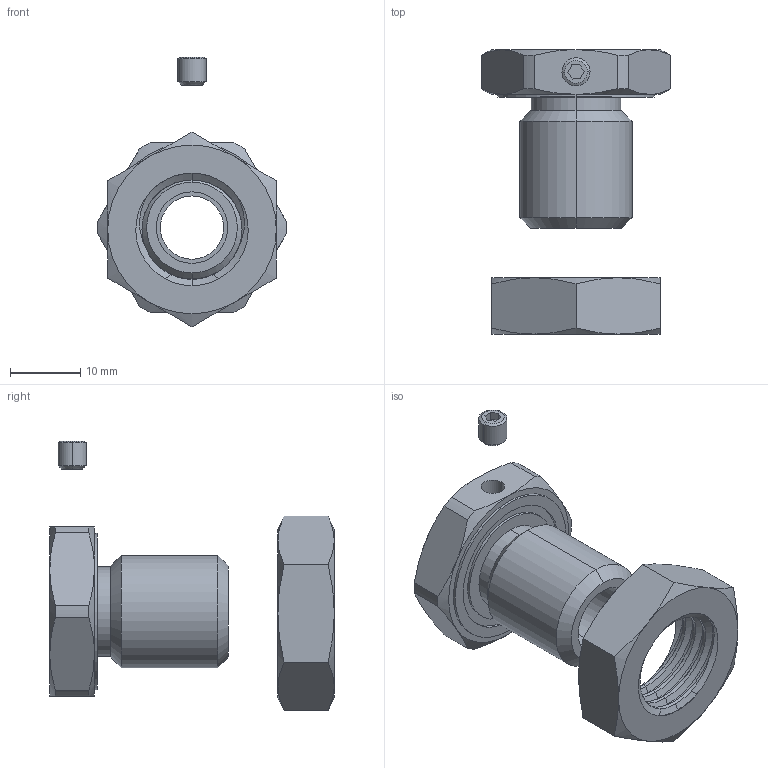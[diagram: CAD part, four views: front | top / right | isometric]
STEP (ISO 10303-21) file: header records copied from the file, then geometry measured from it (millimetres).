
FILE_DESCRIPTION (( 'STEP AP214' ), '1' );
FILE_NAME ('S8013H04.STEP', '2017-01-25T15:17:05', ( '' ), ( '' ), 'SwSTEP 2.0', 'SolidWorks 2016', '' );
FILE_SCHEMA (( 'AUTOMOTIVE_DESIGN' ));
Length unit declared in the file: inch
Products named in the file (4): Socket Set Screw Cup Point_AM_B18.3.6M - M4 x 0.7 x 4 Hex Socket Type I Cup Pt. SS --N; S91NT2915-8; S8013H04-H; S8013H04
Assembly tree (3 placements, depth 2):
  S8013H04
    S8013H04-H
    S91NT2915-8
    Socket Set Screw Cup Point_AM_B18.3.6M - M4 x 0.7 x 4 Hex Socket Type I Cup Pt. SS --N
Bounding box: 26.92 x 40.46 x 38.36 mm (x, y, z)
Volume: 7484.5 mm3; surface area: 5100.7 mm2
Topology: 3 solids, 3 shells, 131 faces, 291 edges, 170 vertices
Faces by surface type: cone 57, cylinder 44, plane 30
Entity records: 4778 total; most frequent: CARTESIAN_POINT 1704, DIRECTION 588, ORIENTED_EDGE 578, EDGE_CURVE 289, AXIS2_PLACEMENT_3D 246, VERTEX_POINT 170, EDGE_LOOP 143, FACE_OUTER_BOUND 131
